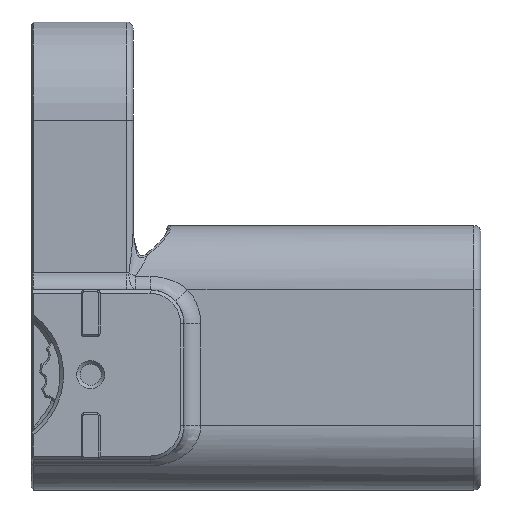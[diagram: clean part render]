
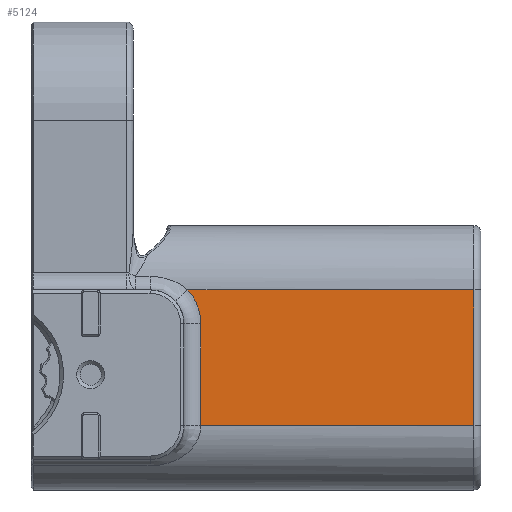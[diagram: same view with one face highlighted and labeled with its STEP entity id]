
A CAD part, front view. The second image highlights one B-rep face of the part: STEP entity #5124.
In plain terms, the highlighted planar face has unit normal (0, -1, 0).
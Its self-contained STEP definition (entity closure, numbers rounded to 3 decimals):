
#573=CIRCLE('',#5689,15.);
#905=FACE_OUTER_BOUND('',#1247,.T.);
#1247=EDGE_LOOP('',(#4546,#4547,#4548,#4549,#4550));
#1618=LINE('',#8657,#2027);
#1676=LINE('',#8842,#2085);
#1678=LINE('',#9128,#2087);
#1685=LINE('',#9160,#2094);
#2027=VECTOR('',#6989,10.);
#2085=VECTOR('',#7197,10.);
#2087=VECTOR('',#7205,10.);
#2094=VECTOR('',#7236,10.);
#2445=VERTEX_POINT('',#8654);
#2446=VERTEX_POINT('',#8656);
#2487=VERTEX_POINT('',#8831);
#2490=VERTEX_POINT('',#8836);
#2494=VERTEX_POINT('',#9127);
#3083=EDGE_CURVE('',#2445,#2446,#1618,.T.);
#3170=EDGE_CURVE('',#2490,#2487,#573,.T.);
#3172=EDGE_CURVE('',#2446,#2490,#1676,.T.);
#3182=EDGE_CURVE('',#2487,#2494,#1678,.T.);
#3195=EDGE_CURVE('',#2494,#2445,#1685,.T.);
#4546=ORIENTED_EDGE('',*,*,#3172,.F.);
#4547=ORIENTED_EDGE('',*,*,#3083,.F.);
#4548=ORIENTED_EDGE('',*,*,#3195,.F.);
#4549=ORIENTED_EDGE('',*,*,#3182,.F.);
#4550=ORIENTED_EDGE('',*,*,#3170,.F.);
#4831=PLANE('',#5706);
#5124=ADVANCED_FACE('',(#905),#4831,.T.);
#5689=AXIS2_PLACEMENT_3D('',#8838,#7191,#7192);
#5706=AXIS2_PLACEMENT_3D('',#9159,#7234,#7235);
#6989=DIRECTION('',(-1.,0.,0.));
#7191=DIRECTION('center_axis',(0.,-1.,0.));
#7192=DIRECTION('ref_axis',(0.707,0.,0.707));
#7197=DIRECTION('',(0.,0.,1.));
#7205=DIRECTION('',(1.,0.,0.));
#7234=DIRECTION('center_axis',(0.,-1.,0.));
#7235=DIRECTION('ref_axis',(1.,0.,0.));
#7236=DIRECTION('',(0.,0.,-1.));
#8654=CARTESIAN_POINT('',(113.,29.75,80.));
#8656=CARTESIAN_POINT('',(32.5,29.75,80.));
#8657=CARTESIAN_POINT('',(20.,29.75,80.));
#8831=CARTESIAN_POINT('',(28.68,29.75,120.));
#8836=CARTESIAN_POINT('',(32.5,29.75,110.));
#8838=CARTESIAN_POINT('Origin',(17.5,29.75,110.));
#8842=CARTESIAN_POINT('',(32.5,29.75,127.));
#9127=CARTESIAN_POINT('',(113.,29.75,120.));
#9128=CARTESIAN_POINT('',(-18.75,29.75,120.));
#9159=CARTESIAN_POINT('Origin',(-17.5,29.75,139.));
#9160=CARTESIAN_POINT('',(113.,29.75,100.));
